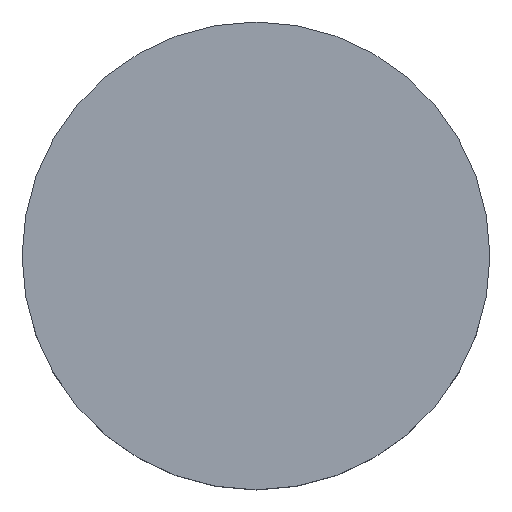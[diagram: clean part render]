
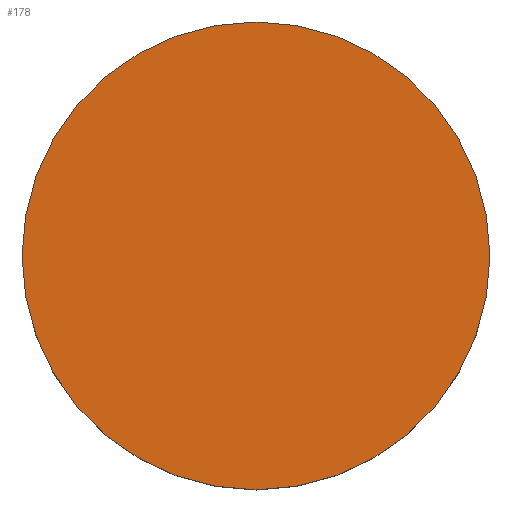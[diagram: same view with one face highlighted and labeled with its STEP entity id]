
A CAD part, top view. The second image highlights one B-rep face of the part: STEP entity #178.
In plain terms, the highlighted planar face has unit normal (0, 0, 1).
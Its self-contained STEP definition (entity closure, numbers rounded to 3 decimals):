
#9 = ORIENTED_EDGE ( 'NONE', *, *, #67, .F. ) ;
#15 = DIRECTION ( 'NONE',  ( 1., 0., 0. ) ) ;
#18 = EDGE_CURVE ( 'NONE', #164, #59, #79, .T. ) ;
#22 = CARTESIAN_POINT ( 'NONE',  ( 0., 0., 2.8 ) ) ;
#32 = CIRCLE ( 'NONE', #196, 6.35 ) ;
#37 = AXIS2_PLACEMENT_3D ( 'NONE', #22, #91, #167 ) ;
#38 = CARTESIAN_POINT ( 'NONE',  ( 0., 0., 2.8 ) ) ;
#59 = VERTEX_POINT ( 'NONE', #207 ) ;
#64 = CARTESIAN_POINT ( 'NONE',  ( -6.35, 0., 2.8 ) ) ;
#67 = EDGE_CURVE ( 'NONE', #59, #164, #32, .T. ) ;
#79 = CIRCLE ( 'NONE', #37, 6.35 ) ;
#81 = DIRECTION ( 'NONE',  ( 0., 0., 1. ) ) ;
#88 = FACE_OUTER_BOUND ( 'NONE', #188, .T. ) ;
#91 = DIRECTION ( 'NONE',  ( 0., 0., -1. ) ) ;
#95 = DIRECTION ( 'NONE',  ( 0., 0., -1. ) ) ;
#105 = ORIENTED_EDGE ( 'NONE', *, *, #18, .F. ) ;
#164 = VERTEX_POINT ( 'NONE', #64 ) ;
#167 = DIRECTION ( 'NONE',  ( 1., 0., 0. ) ) ;
#176 = PLANE ( 'NONE',  #226 ) ;
#178 = ADVANCED_FACE ( 'NONE', ( #88 ), #176, .T. ) ;
#188 = EDGE_LOOP ( 'NONE', ( #9, #105 ) ) ;
#189 = DIRECTION ( 'NONE',  ( 1., 0., 0. ) ) ;
#195 = CARTESIAN_POINT ( 'NONE',  ( 0., 13.158, 2.8 ) ) ;
#196 = AXIS2_PLACEMENT_3D ( 'NONE', #38, #95, #189 ) ;
#207 = CARTESIAN_POINT ( 'NONE',  ( 6.35, 0., 2.8 ) ) ;
#226 = AXIS2_PLACEMENT_3D ( 'NONE', #195, #81, #15 ) ;
